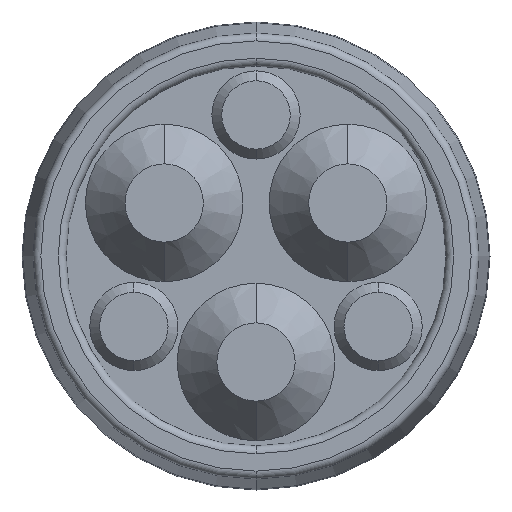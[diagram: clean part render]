
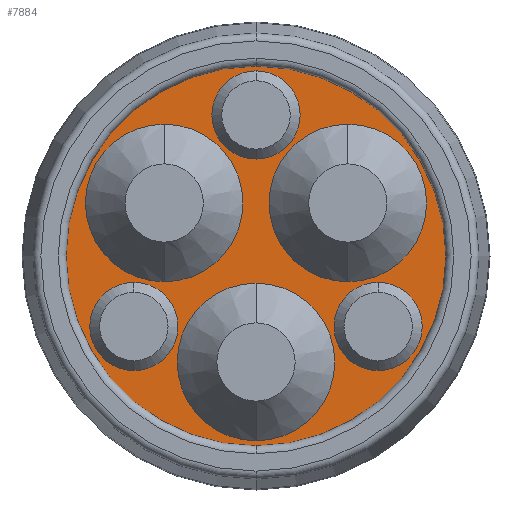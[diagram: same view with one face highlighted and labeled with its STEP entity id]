
A CAD part, front view. The second image highlights one B-rep face of the part: STEP entity #7884.
In plain terms, the highlighted planar face has unit normal (0, -1, 0).
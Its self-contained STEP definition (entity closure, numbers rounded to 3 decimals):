
#1287 = DIRECTION ( 'NONE',  ( 0., 0., 1. ) ) ;
#1288 = DIRECTION ( 'NONE',  ( 0., -1., 0. ) ) ;
#1289 = CARTESIAN_POINT ( 'NONE',  ( 15.5, -13., -8.949 ) ) ;
#1290 = AXIS2_PLACEMENT_3D ( 'NONE', #1289, #1288, #1287 ) ;
#1291 = CIRCLE ( 'NONE', #1290, 5.6 ) ;
#3495 = CARTESIAN_POINT ( 'NONE',  ( -15.5, -13., -8.949 ) ) ;
#3496 = AXIS2_PLACEMENT_3D ( 'NONE', #3495, #3639, #3638 ) ;
#3497 = CIRCLE ( 'NONE', #3496, 5.6 ) ;
#3498 = CARTESIAN_POINT ( 'NONE',  ( -15.5, -13., -3.349 ) ) ;
#3518 = CARTESIAN_POINT ( 'NONE',  ( 11.65, -13., 16.726 ) ) ;
#3574 = CARTESIAN_POINT ( 'NONE',  ( -11.65, -13., -3.274 ) ) ;
#3575 = DIRECTION ( 'NONE',  ( 0., 0., 1. ) ) ;
#3576 = DIRECTION ( 'NONE',  ( 0., -1., 0. ) ) ;
#3577 = CARTESIAN_POINT ( 'NONE',  ( -11.65, -13., 6.726 ) ) ;
#3578 = AXIS2_PLACEMENT_3D ( 'NONE', #3577, #3576, #3575 ) ;
#3579 = CIRCLE ( 'NONE', #3578, 10. ) ;
#3614 = CARTESIAN_POINT ( 'NONE',  ( 11.65, -13., -3.274 ) ) ;
#3615 = DIRECTION ( 'NONE',  ( 0., 0., 1. ) ) ;
#3616 = DIRECTION ( 'NONE',  ( 0., -1., 0. ) ) ;
#3617 = CARTESIAN_POINT ( 'NONE',  ( 11.65, -13., 6.726 ) ) ;
#3618 = AXIS2_PLACEMENT_3D ( 'NONE', #3617, #3616, #3615 ) ;
#3619 = CIRCLE ( 'NONE', #3618, 10. ) ;
#3620 = CARTESIAN_POINT ( 'NONE',  ( 0., -13., -13.452 ) ) ;
#3621 = AXIS2_PLACEMENT_3D ( 'NONE', #3620, #3624, #3623 ) ;
#3622 = CARTESIAN_POINT ( 'NONE',  ( 0., -13., -23.452 ) ) ;
#3623 = DIRECTION ( 'NONE',  ( 0., 0., 1. ) ) ;
#3624 = DIRECTION ( 'NONE',  ( 0., -1., 0. ) ) ;
#3627 = CARTESIAN_POINT ( 'NONE',  ( 0., -13., -3.452 ) ) ;
#3637 = CARTESIAN_POINT ( 'NONE',  ( -15.5, -13., -14.549 ) ) ;
#3638 = DIRECTION ( 'NONE',  ( 0., 0., 1. ) ) ;
#3639 = DIRECTION ( 'NONE',  ( 0., -1., 0. ) ) ;
#3641 = CARTESIAN_POINT ( 'NONE',  ( 0., -13., 12.298 ) ) ;
#3646 = CIRCLE ( 'NONE', #3621, 10. ) ;
#3709 = CARTESIAN_POINT ( 'NONE',  ( -11.65, -13., 16.726 ) ) ;
#3720 = CARTESIAN_POINT ( 'NONE',  ( 15.5, -13., -14.549 ) ) ;
#3721 = DIRECTION ( 'NONE',  ( 0., 0., 1. ) ) ;
#3722 = DIRECTION ( 'NONE',  ( 0., -1., 0. ) ) ;
#3723 = CARTESIAN_POINT ( 'NONE',  ( 15.5, -13., -8.949 ) ) ;
#3724 = AXIS2_PLACEMENT_3D ( 'NONE', #3723, #3722, #3721 ) ;
#3725 = CIRCLE ( 'NONE', #3724, 5.6 ) ;
#3726 = CARTESIAN_POINT ( 'NONE',  ( 15.5, -13., -3.349 ) ) ;
#3851 = DIRECTION ( 'NONE',  ( 0., 0., 1. ) ) ;
#3852 = DIRECTION ( 'NONE',  ( 0., -1., 0. ) ) ;
#3853 = CARTESIAN_POINT ( 'NONE',  ( 0., -13., 17.898 ) ) ;
#3854 = AXIS2_PLACEMENT_3D ( 'NONE', #3853, #3852, #3851 ) ;
#3855 = CIRCLE ( 'NONE', #3854, 5.6 ) ;
#3857 = CARTESIAN_POINT ( 'NONE',  ( 0., -13., 23.498 ) ) ;
#4109 = CARTESIAN_POINT ( 'NONE',  ( 11.65, -13., 6.726 ) ) ;
#4121 = DIRECTION ( 'NONE',  ( 0., 0., 1. ) ) ;
#4122 = DIRECTION ( 'NONE',  ( 0., -1., 0. ) ) ;
#4123 = CARTESIAN_POINT ( 'NONE',  ( -11.65, -13., 6.726 ) ) ;
#4124 = AXIS2_PLACEMENT_3D ( 'NONE', #4123, #4122, #4121 ) ;
#4125 = CIRCLE ( 'NONE', #4124, 10. ) ;
#4144 = DIRECTION ( 'NONE',  ( 0., 0., 1. ) ) ;
#4145 = DIRECTION ( 'NONE',  ( 0., -1., 0. ) ) ;
#4146 = AXIS2_PLACEMENT_3D ( 'NONE', #4109, #4145, #4144 ) ;
#4147 = CIRCLE ( 'NONE', #4146, 10. ) ;
#4510 = CARTESIAN_POINT ( 'NONE',  ( 0., -13., 0. ) ) ;
#4641 = DIRECTION ( 'NONE',  ( 0., 0., -1. ) ) ;
#4642 = DIRECTION ( 'NONE',  ( 0., 1., 0. ) ) ;
#4643 = AXIS2_PLACEMENT_3D ( 'NONE', #4510, #4642, #4641 ) ;
#4644 = CIRCLE ( 'NONE', #4643, 24.1 ) ;
#4746 = DIRECTION ( 'NONE',  ( 0., 0., 1. ) ) ;
#4747 = DIRECTION ( 'NONE',  ( 0., 1., 0. ) ) ;
#4748 = CARTESIAN_POINT ( 'NONE',  ( 0., -13., 0. ) ) ;
#4749 = AXIS2_PLACEMENT_3D ( 'NONE', #4748, #4747, #4746 ) ;
#4750 = PLANE ( 'NONE',  #4749 ) ;
#4761 = FACE_BOUND ( 'NONE', #9394, .T. ) ;
#4762 = FACE_BOUND ( 'NONE', #7852, .T. ) ;
#4763 = FACE_BOUND ( 'NONE', #7848, .T. ) ;
#4764 = FACE_OUTER_BOUND ( 'NONE', #7781, .T. ) ;
#4765 = FACE_BOUND ( 'NONE', #7603, .T. ) ;
#4766 = FACE_BOUND ( 'NONE', #7889, .T. ) ;
#4768 = FACE_BOUND ( 'NONE', #7885, .T. ) ;
#4804 = CIRCLE ( 'NONE', #4833, 10. ) ;
#4805 = CARTESIAN_POINT ( 'NONE',  ( 0., -13., 17.898 ) ) ;
#4810 = DIRECTION ( 'NONE',  ( 0., 0., 1. ) ) ;
#4811 = DIRECTION ( 'NONE',  ( 0., -1., 0. ) ) ;
#4812 = AXIS2_PLACEMENT_3D ( 'NONE', #4805, #4811, #4810 ) ;
#4813 = CIRCLE ( 'NONE', #4812, 5.6 ) ;
#4826 = DIRECTION ( 'NONE',  ( 0., 0., 1. ) ) ;
#4827 = DIRECTION ( 'NONE',  ( 0., -1., 0. ) ) ;
#4828 = CARTESIAN_POINT ( 'NONE',  ( -15.5, -13., -8.949 ) ) ;
#4829 = AXIS2_PLACEMENT_3D ( 'NONE', #4828, #4827, #4826 ) ;
#4830 = CIRCLE ( 'NONE', #4829, 5.6 ) ;
#4831 = DIRECTION ( 'NONE',  ( 0., 0., 1. ) ) ;
#4832 = DIRECTION ( 'NONE',  ( 0., -1., 0. ) ) ;
#4833 = AXIS2_PLACEMENT_3D ( 'NONE', #4856, #4832, #4831 ) ;
#4856 = CARTESIAN_POINT ( 'NONE',  ( 0., -13., -13.452 ) ) ;
#7015 = EDGE_CURVE ( 'NONE', #7060, #7061, #9956, .T. ) ;
#7060 = VERTEX_POINT ( 'NONE', #10119 ) ;
#7061 = VERTEX_POINT ( 'NONE', #10118 ) ;
#7309 = VERTEX_POINT ( 'NONE', #3627 ) ;
#7311 = EDGE_CURVE ( 'NONE', #7309, #7312, #3646, .T. ) ;
#7312 = VERTEX_POINT ( 'NONE', #3622 ) ;
#7315 = VERTEX_POINT ( 'NONE', #3641 ) ;
#7345 = VERTEX_POINT ( 'NONE', #3498 ) ;
#7347 = EDGE_CURVE ( 'NONE', #7345, #7348, #3497, .T. ) ;
#7348 = VERTEX_POINT ( 'NONE', #3637 ) ;
#7367 = VERTEX_POINT ( 'NONE', #3518 ) ;
#7369 = EDGE_CURVE ( 'NONE', #7367, #7370, #3619, .T. ) ;
#7370 = VERTEX_POINT ( 'NONE', #3614 ) ;
#7383 = VERTEX_POINT ( 'NONE', #3709 ) ;
#7385 = EDGE_CURVE ( 'NONE', #7383, #7386, #3579, .T. ) ;
#7386 = VERTEX_POINT ( 'NONE', #3574 ) ;
#7411 = VERTEX_POINT ( 'NONE', #3726 ) ;
#7413 = EDGE_CURVE ( 'NONE', #7411, #7414, #3725, .T. ) ;
#7414 = VERTEX_POINT ( 'NONE', #3720 ) ;
#7446 = VERTEX_POINT ( 'NONE', #3857 ) ;
#7448 = EDGE_CURVE ( 'NONE', #7446, #7315, #3855, .T. ) ;
#7600 = ORIENTED_EDGE ( 'NONE', *, *, #7601, .F. ) ;
#7601 = EDGE_CURVE ( 'NONE', #7370, #7367, #4147, .T. ) ;
#7602 = ORIENTED_EDGE ( 'NONE', *, *, #7369, .F. ) ;
#7603 = EDGE_LOOP ( 'NONE', ( #7604, #7780 ) ) ;
#7604 = ORIENTED_EDGE ( 'NONE', *, *, #7605, .F. ) ;
#7605 = EDGE_CURVE ( 'NONE', #7386, #7383, #4125, .T. ) ;
#7780 = ORIENTED_EDGE ( 'NONE', *, *, #7385, .F. ) ;
#7781 = EDGE_LOOP ( 'NONE', ( #7782, #7783 ) ) ;
#7782 = ORIENTED_EDGE ( 'NONE', *, *, #7015, .F. ) ;
#7783 = ORIENTED_EDGE ( 'NONE', *, *, #7784, .F. ) ;
#7784 = EDGE_CURVE ( 'NONE', #7061, #7060, #4644, .T. ) ;
#7848 = EDGE_LOOP ( 'NONE', ( #7849, #7851 ) ) ;
#7849 = ORIENTED_EDGE ( 'NONE', *, *, #7850, .F. ) ;
#7850 = EDGE_CURVE ( 'NONE', #7312, #7309, #4804, .T. ) ;
#7851 = ORIENTED_EDGE ( 'NONE', *, *, #7311, .F. ) ;
#7852 = EDGE_LOOP ( 'NONE', ( #7853, #9393 ) ) ;
#7853 = ORIENTED_EDGE ( 'NONE', *, *, #7854, .F. ) ;
#7854 = EDGE_CURVE ( 'NONE', #7315, #7446, #4813, .T. ) ;
#7884 = ADVANCED_FACE ( 'NONE', ( #4768, #4766, #4765, #4764, #4763, #4762, #4761 ), #4750, .F. ) ;
#7885 = EDGE_LOOP ( 'NONE', ( #7886, #7888 ) ) ;
#7886 = ORIENTED_EDGE ( 'NONE', *, *, #7887, .F. ) ;
#7887 = EDGE_CURVE ( 'NONE', #7348, #7345, #4830, .T. ) ;
#7888 = ORIENTED_EDGE ( 'NONE', *, *, #7347, .F. ) ;
#7889 = EDGE_LOOP ( 'NONE', ( #7600, #7602 ) ) ;
#9393 = ORIENTED_EDGE ( 'NONE', *, *, #7448, .F. ) ;
#9394 = EDGE_LOOP ( 'NONE', ( #9395, #9451 ) ) ;
#9395 = ORIENTED_EDGE ( 'NONE', *, *, #9450, .F. ) ;
#9450 = EDGE_CURVE ( 'NONE', #7414, #7411, #1291, .T. ) ;
#9451 = ORIENTED_EDGE ( 'NONE', *, *, #7413, .F. ) ;
#9949 = DIRECTION ( 'NONE',  ( 0., 0., -1. ) ) ;
#9950 = DIRECTION ( 'NONE',  ( 0., 1., 0. ) ) ;
#9951 = CARTESIAN_POINT ( 'NONE',  ( 0., -13., 0. ) ) ;
#9952 = AXIS2_PLACEMENT_3D ( 'NONE', #9951, #9950, #9949 ) ;
#9956 = CIRCLE ( 'NONE', #9952, 24.1 ) ;
#10118 = CARTESIAN_POINT ( 'NONE',  ( 0., -13., -24.1 ) ) ;
#10119 = CARTESIAN_POINT ( 'NONE',  ( 0., -13., 24.1 ) ) ;
